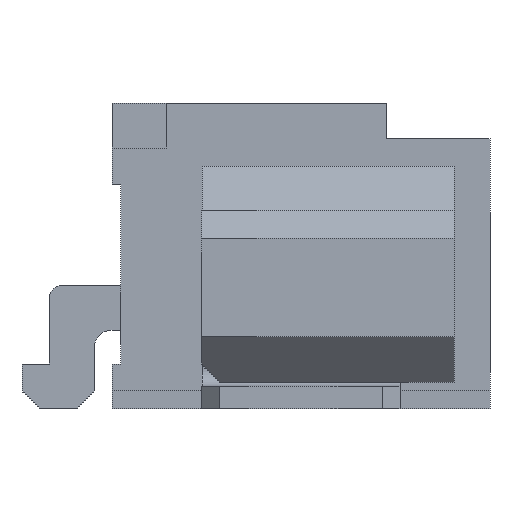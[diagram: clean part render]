
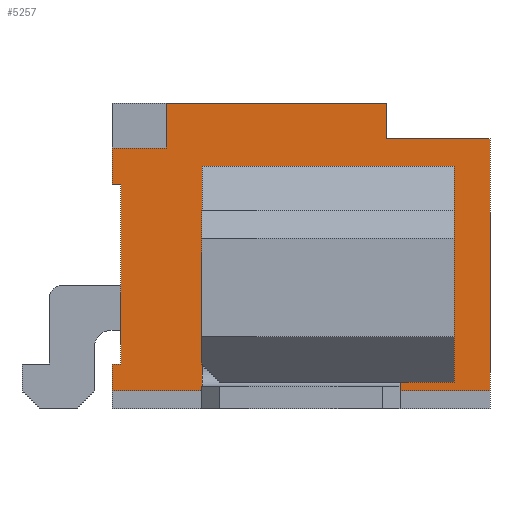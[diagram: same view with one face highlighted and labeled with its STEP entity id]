
A CAD part, left-side view. The second image highlights one B-rep face of the part: STEP entity #5257.
In plain terms, the highlighted planar face has unit normal (-1, 0, 0).
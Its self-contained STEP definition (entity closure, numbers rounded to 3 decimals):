
#186=FACE_BOUND('',#529,.T.);
#259=FACE_OUTER_BOUND('',#528,.T.);
#528=EDGE_LOOP('',(#3855,#3856,#3857,#3858,#3859,#3860,#3861,#3862,#3863,
#3864,#3865,#3866));
#529=EDGE_LOOP('',(#3867,#3868,#3869,#3870));
#775=LINE('',#7174,#1496);
#779=LINE('',#7184,#1500);
#801=LINE('',#7228,#1522);
#834=LINE('',#7294,#1555);
#987=LINE('',#7629,#1708);
#995=LINE('',#7645,#1716);
#996=LINE('',#7647,#1717);
#997=LINE('',#7648,#1718);
#998=LINE('',#7650,#1719);
#999=LINE('',#7652,#1720);
#1000=LINE('',#7654,#1721);
#1001=LINE('',#7656,#1722);
#1002=LINE('',#7658,#1723);
#1003=LINE('',#7659,#1724);
#1004=LINE('',#7660,#1725);
#1005=LINE('',#7661,#1726);
#1496=VECTOR('',#5828,0.3);
#1500=VECTOR('',#5834,0.4);
#1522=VECTOR('',#5858,0.1);
#1555=VECTOR('',#5897,2.4);
#1708=VECTOR('',#6176,2.4);
#1716=VECTOR('',#6194,0.6);
#1717=VECTOR('',#6195,0.1);
#1718=VECTOR('',#6196,2.);
#1719=VECTOR('',#6197,4.2);
#1720=VECTOR('',#6198,2.8);
#1721=VECTOR('',#6199,1.15);
#1722=VECTOR('',#6200,0.4);
#1723=VECTOR('',#6201,2.45);
#1724=VECTOR('',#6202,0.5);
#1725=VECTOR('',#6203,2.8);
#1726=VECTOR('',#6204,2.8);
#2207=VERTEX_POINT('',#7160);
#2212=VERTEX_POINT('',#7172);
#2216=VERTEX_POINT('',#7181);
#2217=VERTEX_POINT('',#7183);
#2238=VERTEX_POINT('',#7227);
#2267=VERTEX_POINT('',#7291);
#2268=VERTEX_POINT('',#7293);
#2386=VERTEX_POINT('',#7627);
#2387=VERTEX_POINT('',#7628);
#2390=VERTEX_POINT('',#7644);
#2391=VERTEX_POINT('',#7646);
#2392=VERTEX_POINT('',#7649);
#2393=VERTEX_POINT('',#7651);
#2394=VERTEX_POINT('',#7653);
#2395=VERTEX_POINT('',#7655);
#2396=VERTEX_POINT('',#7657);
#2709=EDGE_CURVE('',#2212,#2207,#775,.T.);
#2713=EDGE_CURVE('',#2216,#2217,#779,.T.);
#2735=EDGE_CURVE('',#2207,#2238,#801,.T.);
#2768=EDGE_CURVE('',#2268,#2267,#834,.T.);
#2938=EDGE_CURVE('',#2386,#2387,#987,.T.);
#2946=EDGE_CURVE('',#2217,#2390,#995,.T.);
#2947=EDGE_CURVE('',#2216,#2391,#996,.T.);
#2948=EDGE_CURVE('',#2238,#2391,#997,.T.);
#2949=EDGE_CURVE('',#2212,#2392,#998,.T.);
#2950=EDGE_CURVE('',#2392,#2393,#999,.T.);
#2951=EDGE_CURVE('',#2393,#2394,#1000,.T.);
#2952=EDGE_CURVE('',#2395,#2394,#1001,.T.);
#2953=EDGE_CURVE('',#2396,#2395,#1002,.T.);
#2954=EDGE_CURVE('',#2396,#2390,#1003,.T.);
#2955=EDGE_CURVE('',#2387,#2267,#1004,.T.);
#2956=EDGE_CURVE('',#2386,#2268,#1005,.T.);
#3855=ORIENTED_EDGE('',*,*,#2946,.F.);
#3856=ORIENTED_EDGE('',*,*,#2713,.F.);
#3857=ORIENTED_EDGE('',*,*,#2947,.T.);
#3858=ORIENTED_EDGE('',*,*,#2948,.F.);
#3859=ORIENTED_EDGE('',*,*,#2735,.F.);
#3860=ORIENTED_EDGE('',*,*,#2709,.F.);
#3861=ORIENTED_EDGE('',*,*,#2949,.T.);
#3862=ORIENTED_EDGE('',*,*,#2950,.T.);
#3863=ORIENTED_EDGE('',*,*,#2951,.T.);
#3864=ORIENTED_EDGE('',*,*,#2952,.F.);
#3865=ORIENTED_EDGE('',*,*,#2953,.F.);
#3866=ORIENTED_EDGE('',*,*,#2954,.T.);
#3867=ORIENTED_EDGE('',*,*,#2768,.T.);
#3868=ORIENTED_EDGE('',*,*,#2955,.F.);
#3869=ORIENTED_EDGE('',*,*,#2938,.F.);
#3870=ORIENTED_EDGE('',*,*,#2956,.T.);
#5000=PLANE('',#5556);
#5257=ADVANCED_FACE('',(#259,#186),#5000,.T.);
#5556=AXIS2_PLACEMENT_3D('',#7643,#6192,#6193);
#5828=DIRECTION('',(0.,0.,1.));
#5834=DIRECTION('',(0.,0.,1.));
#5858=DIRECTION('',(0.,-1.,0.));
#5897=DIRECTION('',(0.,0.,1.));
#6176=DIRECTION('',(0.,0.,1.));
#6192=DIRECTION('center_axis',(-1.,0.,0.));
#6193=DIRECTION('ref_axis',(0.,-1.,0.));
#6194=DIRECTION('',(0.,-1.,0.));
#6195=DIRECTION('',(0.,-1.,0.));
#6196=DIRECTION('',(0.,0.,1.));
#6197=DIRECTION('',(0.,-1.,0.));
#6198=DIRECTION('',(0.,0.,1.));
#6199=DIRECTION('',(0.,1.,0.));
#6200=DIRECTION('',(0.,0.,-1.));
#6201=DIRECTION('',(0.,-1.,0.));
#6202=DIRECTION('',(0.,0.,-1.));
#6203=DIRECTION('',(0.,1.,0.));
#6204=DIRECTION('',(0.,1.,0.));
#7160=CARTESIAN_POINT('',(-3.375,2.1,0.5));
#7172=CARTESIAN_POINT('',(-3.375,2.1,0.2));
#7174=CARTESIAN_POINT('',(-3.375,2.1,0.2));
#7181=CARTESIAN_POINT('',(-3.375,2.1,2.5));
#7183=CARTESIAN_POINT('',(-3.375,2.1,2.9));
#7184=CARTESIAN_POINT('',(-3.375,2.1,2.5));
#7227=CARTESIAN_POINT('',(-3.375,2.,0.5));
#7228=CARTESIAN_POINT('',(-3.375,2.1,0.5));
#7291=CARTESIAN_POINT('',(-3.375,1.1,2.7));
#7293=CARTESIAN_POINT('',(-3.375,1.1,0.3));
#7294=CARTESIAN_POINT('',(-3.375,1.1,0.3));
#7627=CARTESIAN_POINT('',(-3.375,-1.7,0.3));
#7628=CARTESIAN_POINT('',(-3.375,-1.7,2.7));
#7629=CARTESIAN_POINT('',(-3.375,-1.7,0.3));
#7643=CARTESIAN_POINT('Origin',(-3.375,2.1,0.));
#7644=CARTESIAN_POINT('',(-3.375,1.5,2.9));
#7645=CARTESIAN_POINT('',(-3.375,2.1,2.9));
#7646=CARTESIAN_POINT('',(-3.375,2.,2.5));
#7647=CARTESIAN_POINT('',(-3.375,2.1,2.5));
#7648=CARTESIAN_POINT('',(-3.375,2.,0.5));
#7649=CARTESIAN_POINT('',(-3.375,-2.1,0.2));
#7650=CARTESIAN_POINT('',(-3.375,2.1,0.2));
#7651=CARTESIAN_POINT('',(-3.375,-2.1,3.));
#7652=CARTESIAN_POINT('',(-3.375,-2.1,0.2));
#7653=CARTESIAN_POINT('',(-3.375,-0.95,3.));
#7654=CARTESIAN_POINT('',(-3.375,-2.1,3.));
#7655=CARTESIAN_POINT('',(-3.375,-0.95,3.4));
#7656=CARTESIAN_POINT('',(-3.375,-0.95,3.4));
#7657=CARTESIAN_POINT('',(-3.375,1.5,3.4));
#7658=CARTESIAN_POINT('',(-3.375,1.5,3.4));
#7659=CARTESIAN_POINT('',(-3.375,1.5,3.4));
#7660=CARTESIAN_POINT('',(-3.375,-1.7,2.7));
#7661=CARTESIAN_POINT('',(-3.375,-1.7,0.3));
